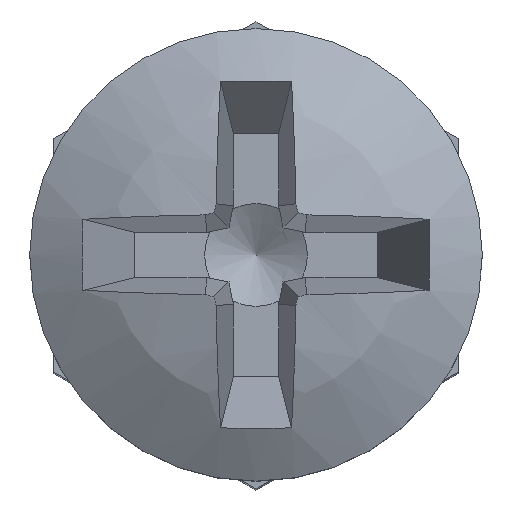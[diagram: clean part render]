
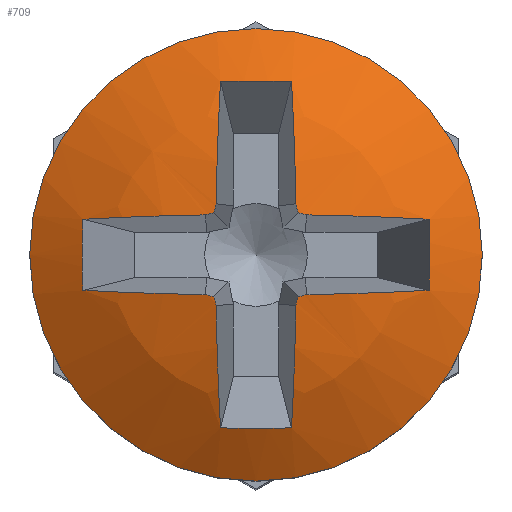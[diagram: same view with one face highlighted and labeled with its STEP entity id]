
A CAD part, top view. The second image highlights one B-rep face of the part: STEP entity #709.
In plain terms, the highlighted spherical face has radius 5 mm.
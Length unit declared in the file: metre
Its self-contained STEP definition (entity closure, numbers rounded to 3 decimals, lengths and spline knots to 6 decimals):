
#29=SPHERICAL_SURFACE('',#789,0.005);
#48=CIRCLE('',#779,0.0028);
#54=CIRCLE('',#790,0.004999);
#55=CIRCLE('',#791,0.005);
#56=CIRCLE('',#792,0.005);
#57=CIRCLE('',#793,0.004999);
#58=CIRCLE('',#794,0.004999);
#59=CIRCLE('',#795,0.004999);
#60=CIRCLE('',#796,0.005);
#61=CIRCLE('',#797,0.005);
#62=CIRCLE('',#798,0.004999);
#63=CIRCLE('',#799,0.004999);
#64=CIRCLE('',#800,0.004999);
#65=CIRCLE('',#801,0.005);
#66=CIRCLE('',#802,0.005);
#67=CIRCLE('',#803,0.004999);
#68=CIRCLE('',#804,0.004999);
#69=CIRCLE('',#805,0.004999);
#70=CIRCLE('',#806,0.005);
#71=CIRCLE('',#807,0.005);
#72=CIRCLE('',#808,0.004999);
#73=CIRCLE('',#809,0.004999);
#145=ORIENTED_EDGE('',*,*,#318,.F.);
#146=ORIENTED_EDGE('',*,*,#319,.T.);
#147=ORIENTED_EDGE('',*,*,#320,.F.);
#148=ORIENTED_EDGE('',*,*,#321,.T.);
#149=ORIENTED_EDGE('',*,*,#322,.F.);
#150=ORIENTED_EDGE('',*,*,#323,.F.);
#151=ORIENTED_EDGE('',*,*,#324,.T.);
#152=ORIENTED_EDGE('',*,*,#325,.F.);
#153=ORIENTED_EDGE('',*,*,#326,.F.);
#154=ORIENTED_EDGE('',*,*,#327,.T.);
#155=ORIENTED_EDGE('',*,*,#328,.T.);
#156=ORIENTED_EDGE('',*,*,#329,.T.);
#157=ORIENTED_EDGE('',*,*,#330,.F.);
#158=ORIENTED_EDGE('',*,*,#331,.F.);
#159=ORIENTED_EDGE('',*,*,#332,.T.);
#160=ORIENTED_EDGE('',*,*,#333,.T.);
#161=ORIENTED_EDGE('',*,*,#334,.T.);
#162=ORIENTED_EDGE('',*,*,#335,.F.);
#163=ORIENTED_EDGE('',*,*,#336,.T.);
#164=ORIENTED_EDGE('',*,*,#337,.F.);
#165=ORIENTED_EDGE('',*,*,#312,.F.);
#312=EDGE_CURVE('',#404,#404,#48,.T.);
#318=EDGE_CURVE('',#410,#411,#54,.T.);
#319=EDGE_CURVE('',#410,#412,#55,.F.);
#320=EDGE_CURVE('',#413,#412,#56,.T.);
#321=EDGE_CURVE('',#413,#414,#57,.F.);
#322=EDGE_CURVE('',#415,#414,#58,.T.);
#323=EDGE_CURVE('',#416,#415,#59,.T.);
#324=EDGE_CURVE('',#416,#417,#60,.F.);
#325=EDGE_CURVE('',#418,#417,#61,.T.);
#326=EDGE_CURVE('',#419,#418,#62,.T.);
#327=EDGE_CURVE('',#419,#420,#63,.F.);
#328=EDGE_CURVE('',#420,#421,#64,.F.);
#329=EDGE_CURVE('',#421,#422,#65,.F.);
#330=EDGE_CURVE('',#423,#422,#66,.T.);
#331=EDGE_CURVE('',#424,#423,#67,.T.);
#332=EDGE_CURVE('',#424,#425,#68,.F.);
#333=EDGE_CURVE('',#425,#426,#69,.F.);
#334=EDGE_CURVE('',#426,#427,#70,.F.);
#335=EDGE_CURVE('',#428,#427,#71,.T.);
#336=EDGE_CURVE('',#428,#429,#72,.F.);
#337=EDGE_CURVE('',#411,#429,#73,.T.);
#404=VERTEX_POINT('',#1131);
#410=VERTEX_POINT('',#1148);
#411=VERTEX_POINT('',#1149);
#412=VERTEX_POINT('',#1151);
#413=VERTEX_POINT('',#1153);
#414=VERTEX_POINT('',#1155);
#415=VERTEX_POINT('',#1157);
#416=VERTEX_POINT('',#1159);
#417=VERTEX_POINT('',#1161);
#418=VERTEX_POINT('',#1163);
#419=VERTEX_POINT('',#1165);
#420=VERTEX_POINT('',#1167);
#421=VERTEX_POINT('',#1169);
#422=VERTEX_POINT('',#1171);
#423=VERTEX_POINT('',#1173);
#424=VERTEX_POINT('',#1175);
#425=VERTEX_POINT('',#1177);
#426=VERTEX_POINT('',#1179);
#427=VERTEX_POINT('',#1181);
#428=VERTEX_POINT('',#1183);
#429=VERTEX_POINT('',#1185);
#581=EDGE_LOOP('',(#145,#146,#147,#148,#149,#150,#151,#152,#153,#154,#155,
#156,#157,#158,#159,#160,#161,#162,#163,#164));
#582=EDGE_LOOP('',(#165));
#631=FACE_BOUND('',#581,.T.);
#632=FACE_BOUND('',#582,.T.);
#709=ADVANCED_FACE('',(#631,#632),#29,.T.);
#779=AXIS2_PLACEMENT_3D('',#1130,#908,#909);
#789=AXIS2_PLACEMENT_3D('',#1146,#928,#929);
#790=AXIS2_PLACEMENT_3D('',#1147,#930,#931);
#791=AXIS2_PLACEMENT_3D('',#1150,#932,#933);
#792=AXIS2_PLACEMENT_3D('',#1152,#934,#935);
#793=AXIS2_PLACEMENT_3D('',#1154,#936,#937);
#794=AXIS2_PLACEMENT_3D('',#1156,#938,#939);
#795=AXIS2_PLACEMENT_3D('',#1158,#940,#941);
#796=AXIS2_PLACEMENT_3D('',#1160,#942,#943);
#797=AXIS2_PLACEMENT_3D('',#1162,#944,#945);
#798=AXIS2_PLACEMENT_3D('',#1164,#946,#947);
#799=AXIS2_PLACEMENT_3D('',#1166,#948,#949);
#800=AXIS2_PLACEMENT_3D('',#1168,#950,#951);
#801=AXIS2_PLACEMENT_3D('',#1170,#952,#953);
#802=AXIS2_PLACEMENT_3D('',#1172,#954,#955);
#803=AXIS2_PLACEMENT_3D('',#1174,#956,#957);
#804=AXIS2_PLACEMENT_3D('',#1176,#958,#959);
#805=AXIS2_PLACEMENT_3D('',#1178,#960,#961);
#806=AXIS2_PLACEMENT_3D('',#1180,#962,#963);
#807=AXIS2_PLACEMENT_3D('',#1182,#964,#965);
#808=AXIS2_PLACEMENT_3D('',#1184,#966,#967);
#809=AXIS2_PLACEMENT_3D('',#1186,#968,#969);
#908=DIRECTION('',(0.,0.,-1.));
#909=DIRECTION('',(-1.,0.,0.));
#928=DIRECTION('',(0.,0.,-1.));
#929=DIRECTION('',(-1.,0.,0.));
#930=DIRECTION('',(0.,-0.993,0.122));
#931=DIRECTION('',(0.,-0.122,-0.993));
#932=DIRECTION('',(0.232,-0.965,0.122));
#933=DIRECTION('',(0.972,0.233,0.));
#934=DIRECTION('',(0.965,-0.232,0.122));
#935=DIRECTION('',(0.233,0.972,0.));
#936=DIRECTION('',(0.993,0.,0.122));
#937=DIRECTION('',(0.122,0.,-0.993));
#938=DIRECTION('',(0.,-0.896,0.443));
#939=DIRECTION('',(0.,-0.443,-0.896));
#940=DIRECTION('',(-0.993,0.,0.122));
#941=DIRECTION('',(0.122,0.,0.993));
#942=DIRECTION('',(-0.965,-0.232,0.122));
#943=DIRECTION('',(0.233,-0.972,0.));
#944=DIRECTION('',(-0.232,-0.965,0.122));
#945=DIRECTION('',(0.972,-0.233,0.));
#946=DIRECTION('',(0.,-0.993,0.122));
#947=DIRECTION('',(0.,-0.122,-0.993));
#948=DIRECTION('',(-0.896,0.,0.443));
#949=DIRECTION('',(0.443,0.,0.896));
#950=DIRECTION('',(0.,0.993,0.122));
#951=DIRECTION('',(0.,-0.122,0.993));
#952=DIRECTION('',(-0.232,0.965,0.122));
#953=DIRECTION('',(-0.972,-0.233,0.));
#954=DIRECTION('',(-0.965,0.232,0.122));
#955=DIRECTION('',(-0.233,-0.972,0.));
#956=DIRECTION('',(-0.993,0.,0.122));
#957=DIRECTION('',(0.122,0.,0.993));
#958=DIRECTION('',(0.,0.896,0.443));
#959=DIRECTION('',(0.,-0.443,0.896));
#960=DIRECTION('',(0.993,0.,0.122));
#961=DIRECTION('',(0.122,0.,-0.993));
#962=DIRECTION('',(0.965,0.232,0.122));
#963=DIRECTION('',(-0.233,0.972,0.));
#964=DIRECTION('',(0.232,0.965,0.122));
#965=DIRECTION('',(-0.972,0.233,0.));
#966=DIRECTION('',(0.,0.993,0.122));
#967=DIRECTION('',(0.,-0.122,0.993));
#968=DIRECTION('',(0.896,0.,0.443));
#969=DIRECTION('',(0.443,0.,-0.896));
#1130=CARTESIAN_POINT('',(0.,0.,-0.000858));
#1131=CARTESIAN_POINT('',(-0.0028,0.,-0.000858));
#1146=CARTESIAN_POINT('',(0.,0.,-0.005));
#1147=CARTESIAN_POINT('',(0.,-0.000111,-0.004986));
#1148=CARTESIAN_POINT('',(-0.00063,0.000493,-0.000064));
#1149=CARTESIAN_POINT('',(-0.002141,0.000439,-0.000503));
#1150=CARTESIAN_POINT('',(-0.000005,0.00002,-0.005002));
#1151=CARTESIAN_POINT('',(-0.000521,0.000521,-0.000055));
#1152=CARTESIAN_POINT('',(-0.00002,0.000005,-0.005002));
#1153=CARTESIAN_POINT('',(-0.000493,0.00063,-0.000064));
#1154=CARTESIAN_POINT('',(0.000111,0.,-0.004986));
#1155=CARTESIAN_POINT('',(-0.000439,0.002141,-0.000503));
#1156=CARTESIAN_POINT('',(0.,-0.000066,-0.004968));
#1157=CARTESIAN_POINT('',(0.000439,0.002141,-0.000503));
#1158=CARTESIAN_POINT('',(-0.000111,0.,-0.004986));
#1159=CARTESIAN_POINT('',(0.000493,0.00063,-0.000064));
#1160=CARTESIAN_POINT('',(0.00002,0.000005,-0.005002));
#1161=CARTESIAN_POINT('',(0.000521,0.000521,-0.000055));
#1162=CARTESIAN_POINT('',(0.000005,0.00002,-0.005002));
#1163=CARTESIAN_POINT('',(0.00063,0.000493,-0.000064));
#1164=CARTESIAN_POINT('',(0.,-0.000111,-0.004986));
#1165=CARTESIAN_POINT('',(0.002141,0.000439,-0.000503));
#1166=CARTESIAN_POINT('',(-0.000066,0.,-0.004968));
#1167=CARTESIAN_POINT('',(0.002141,-0.000439,-0.000503));
#1168=CARTESIAN_POINT('',(0.,0.000111,-0.004986));
#1169=CARTESIAN_POINT('',(0.00063,-0.000493,-0.000064));
#1170=CARTESIAN_POINT('',(0.000005,-0.00002,-0.005002));
#1171=CARTESIAN_POINT('',(0.000521,-0.000521,-0.000055));
#1172=CARTESIAN_POINT('',(0.00002,-0.000005,-0.005002));
#1173=CARTESIAN_POINT('',(0.000493,-0.00063,-0.000064));
#1174=CARTESIAN_POINT('',(-0.000111,0.,-0.004986));
#1175=CARTESIAN_POINT('',(0.000439,-0.002141,-0.000503));
#1176=CARTESIAN_POINT('',(0.,0.000066,-0.004968));
#1177=CARTESIAN_POINT('',(-0.000439,-0.002141,-0.000503));
#1178=CARTESIAN_POINT('',(0.000111,0.,-0.004986));
#1179=CARTESIAN_POINT('',(-0.000493,-0.00063,-0.000064));
#1180=CARTESIAN_POINT('',(-0.00002,-0.000005,-0.005002));
#1181=CARTESIAN_POINT('',(-0.000521,-0.000521,-0.000055));
#1182=CARTESIAN_POINT('',(-0.000005,-0.00002,-0.005002));
#1183=CARTESIAN_POINT('',(-0.00063,-0.000493,-0.000064));
#1184=CARTESIAN_POINT('',(0.,0.000111,-0.004986));
#1185=CARTESIAN_POINT('',(-0.002141,-0.000439,-0.000503));
#1186=CARTESIAN_POINT('',(0.000066,0.,-0.004968));
